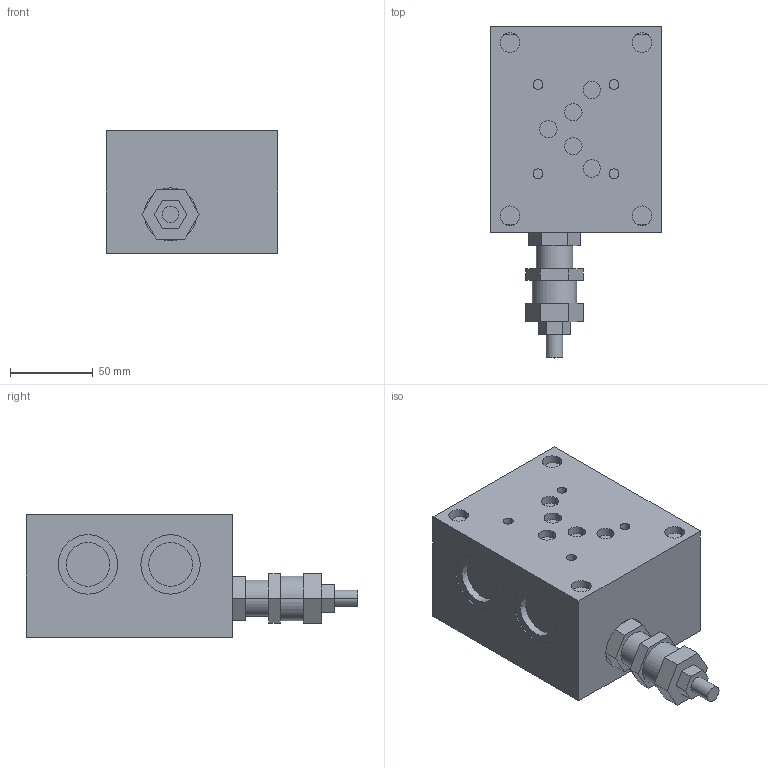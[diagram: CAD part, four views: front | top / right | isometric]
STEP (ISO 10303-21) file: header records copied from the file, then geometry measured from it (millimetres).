
FILE_DESCRIPTION(/* description */ ('Unknown'),/* implementation_level */ '2;1');
FILE_NAME(/* name */ 'PA.420414-001',/* time_stamp */ '2023-07-18T11:03:22+02:00',/* author */ ('Unknown'),/* organization */ ('Unknown'),/* preprocessor_version */ 'ST-DEVELOPER v18.102',/* originating_system */ 'Solid Edge',/* authorisation */ 'Unknown');
FILE_SCHEMA (('AUTOMOTIVE_DESIGN {1 0 10303 214 3 1 1}'));
Length unit declared in the file: millimetre
Products named in the file (3): PA; 1_0; 2_0
Assembly tree (2 placements, depth 2):
  PA
    1_0
    2_0
Bounding box: 104 x 201 x 74 mm (x, y, z)
Volume: 977259.5 mm3; surface area: 73693.3 mm2
Topology: 2 solids, 2 shells, 142 faces, 306 edges, 204 vertices
Faces by surface type: plane 76, cylinder 66
Entity records: 3986 total; most frequent: DIRECTION 736, CARTESIAN_POINT 655, ORIENTED_EDGE 612, EDGE_CURVE 306, AXIS2_PLACEMENT_3D 285, VERTEX_POINT 204, EDGE_LOOP 178, FACE_BOUND 178
